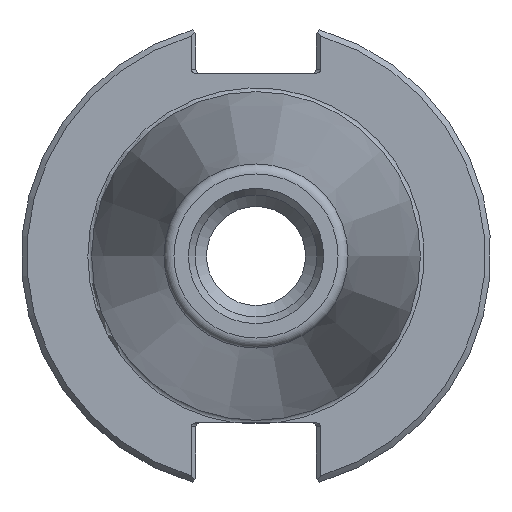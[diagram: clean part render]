
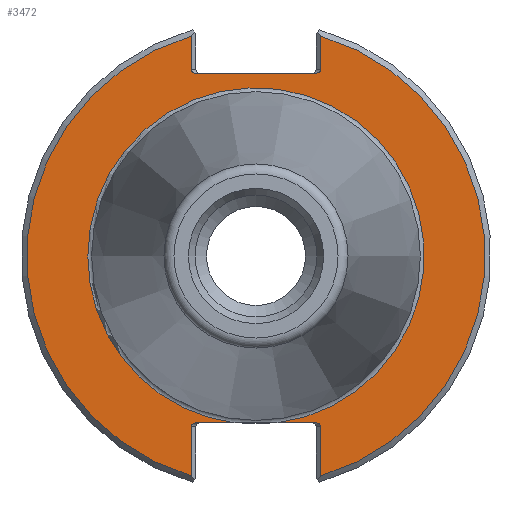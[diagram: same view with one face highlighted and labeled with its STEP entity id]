
A CAD part, left-side view. The second image highlights one B-rep face of the part: STEP entity #3472.
In plain terms, the highlighted planar face has unit normal (-1, 0, 0).
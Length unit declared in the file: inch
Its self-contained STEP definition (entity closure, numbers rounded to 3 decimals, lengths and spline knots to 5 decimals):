
#2530=CARTESIAN_POINT('',(0.125,0.345,0.992));
#2531=VERTEX_POINT('',#2530);
#2538=CARTESIAN_POINT('',(0.125,0.31672,0.972));
#2539=VERTEX_POINT('',#2538);
#2540=CARTESIAN_POINT('',(0.125,0.31672,0.992));
#2541=DIRECTION('',(-1.0,0.0,0.0));
#2542=DIRECTION('',(0.0,1.0,0.0));
#2543=AXIS2_PLACEMENT_3D('',#2540,#2541,#2542);
#2544=ELLIPSE('',#2543,0.02828,0.02);
#2545=EDGE_CURVE('',#2531,#2539,#2544,.T.);
#2630=CARTESIAN_POINT('',(0.125,0.345,1.1702));
#2631=VERTEX_POINT('',#2630);
#2638=CARTESIAN_POINT('',(0.125,0.345,1.1702));
#2639=DIRECTION('',(0.0,0.0,-1.0));
#2640=VECTOR('',#2639,0.1782);
#2641=LINE('',#2638,#2640);
#2642=EDGE_CURVE('',#2631,#2531,#2641,.T.);
#2742=CARTESIAN_POINT('',(0.125,-0.31672,0.972));
#2743=VERTEX_POINT('',#2742);
#2750=CARTESIAN_POINT('',(0.125,-0.345,0.992));
#2751=VERTEX_POINT('',#2750);
#2752=CARTESIAN_POINT('',(0.125,-0.31672,0.992));
#2753=DIRECTION('',(-1.0,0.0,0.0));
#2754=DIRECTION('',(0.0,-1.0,0.0));
#2755=AXIS2_PLACEMENT_3D('',#2752,#2753,#2754);
#2756=ELLIPSE('',#2755,0.02828,0.02);
#2757=EDGE_CURVE('',#2743,#2751,#2756,.T.);
#2807=CARTESIAN_POINT('',(0.125,-0.345,1.1702));
#2808=VERTEX_POINT('',#2807);
#2809=CARTESIAN_POINT('',(0.125,-0.345,0.992));
#2810=DIRECTION('',(0.0,0.0,1.0));
#2811=VECTOR('',#2810,0.1782);
#2812=LINE('',#2809,#2811);
#2813=EDGE_CURVE('',#2751,#2808,#2812,.T.);
#2831=CARTESIAN_POINT('',(0.125,-0.345,-0.908));
#2832=VERTEX_POINT('',#2831);
#2833=CARTESIAN_POINT('',(0.125,-0.31672,-0.888));
#2834=VERTEX_POINT('',#2833);
#2835=CARTESIAN_POINT('',(0.125,-0.31672,-0.908));
#2836=DIRECTION('',(-1.0,0.0,0.0));
#2837=DIRECTION('',(0.0,-1.0,0.0));
#2838=AXIS2_PLACEMENT_3D('',#2835,#2836,#2837);
#2839=ELLIPSE('',#2838,0.02828,0.02);
#2840=EDGE_CURVE('',#2832,#2834,#2839,.T.);
#2938=CARTESIAN_POINT('',(0.125,-0.345,-1.1702));
#2939=VERTEX_POINT('',#2938);
#2946=CARTESIAN_POINT('',(0.125,-0.345,-1.1702));
#2947=DIRECTION('',(0.0,0.0,1.0));
#2948=VECTOR('',#2947,0.2622);
#2949=LINE('',#2946,#2948);
#2950=EDGE_CURVE('',#2939,#2832,#2949,.T.);
#3050=CARTESIAN_POINT('',(0.125,0.31672,-0.888));
#3051=VERTEX_POINT('',#3050);
#3058=CARTESIAN_POINT('',(0.125,0.345,-0.908));
#3059=VERTEX_POINT('',#3058);
#3060=CARTESIAN_POINT('',(0.125,0.31672,-0.908));
#3061=DIRECTION('',(-1.0,0.0,0.0));
#3062=DIRECTION('',(0.0,1.0,0.0));
#3063=AXIS2_PLACEMENT_3D('',#3060,#3061,#3062);
#3064=ELLIPSE('',#3063,0.02828,0.02);
#3065=EDGE_CURVE('',#3051,#3059,#3064,.T.);
#3115=CARTESIAN_POINT('',(0.125,0.345,-1.1702));
#3116=VERTEX_POINT('',#3115);
#3117=CARTESIAN_POINT('',(0.125,0.345,-0.908));
#3118=DIRECTION('',(0.0,0.0,-1.0));
#3119=VECTOR('',#3118,0.2622);
#3120=LINE('',#3117,#3119);
#3121=EDGE_CURVE('',#3059,#3116,#3120,.T.);
#3188=CARTESIAN_POINT('',(0.125,0.31672,0.972));
#3189=DIRECTION('',(0.0,-1.0,0.0));
#3190=VECTOR('',#3189,0.63343);
#3191=LINE('',#3188,#3190);
#3192=EDGE_CURVE('',#2539,#2743,#3191,.T.);
#3390=CARTESIAN_POINT('',(0.125,-0.11172,-0.888));
#3391=VERTEX_POINT('',#3390);
#3392=CARTESIAN_POINT('',(0.125,0.11172,-0.888));
#3393=VERTEX_POINT('',#3392);
#3408=CARTESIAN_POINT('',(0.125,0.,0.0));
#3409=DIRECTION('',(-1.0,0.0,0.0));
#3410=DIRECTION('',(0.0,-1.0,0.0));
#3411=AXIS2_PLACEMENT_3D('',#3408,#3409,#3410);
#3412=CIRCLE('',#3411,0.895);
#3413=EDGE_CURVE('',#3391,#3393,#3412,.T.);
#3429=CARTESIAN_POINT('',(0.125,1.0625,0.0));
#3430=DIRECTION('',(-1.0,0.0,0.0));
#3431=DIRECTION('',(0.0,0.0,1.0));
#3432=AXIS2_PLACEMENT_3D('',#3429,#3430,#3431);
#3433=PLANE('',#3432);
#3434=ORIENTED_EDGE('',*,*,#3413,.F.);
#3435=CARTESIAN_POINT('',(0.125,-0.31672,-0.888));
#3436=DIRECTION('',(0.0,1.0,0.0));
#3437=VECTOR('',#3436,0.205);
#3438=LINE('',#3435,#3437);
#3439=EDGE_CURVE('',#2834,#3391,#3438,.T.);
#3440=ORIENTED_EDGE('',*,*,#3439,.F.);
#3441=ORIENTED_EDGE('',*,*,#2840,.F.);
#3442=ORIENTED_EDGE('',*,*,#2950,.F.);
#3443=CARTESIAN_POINT('',(0.125,0.,0.0));
#3444=DIRECTION('',(1.0,0.0,0.0));
#3445=DIRECTION('',(0.0,-1.0,0.0));
#3446=AXIS2_PLACEMENT_3D('',#3443,#3444,#3445);
#3447=CIRCLE('',#3446,1.22);
#3448=EDGE_CURVE('',#2808,#2939,#3447,.T.);
#3449=ORIENTED_EDGE('',*,*,#3448,.F.);
#3450=ORIENTED_EDGE('',*,*,#2813,.F.);
#3451=ORIENTED_EDGE('',*,*,#2757,.F.);
#3452=ORIENTED_EDGE('',*,*,#3192,.F.);
#3453=ORIENTED_EDGE('',*,*,#2545,.F.);
#3454=ORIENTED_EDGE('',*,*,#2642,.F.);
#3455=CARTESIAN_POINT('',(0.125,0.,0.0));
#3456=DIRECTION('',(1.0,0.0,0.0));
#3457=DIRECTION('',(0.0,1.0,0.0));
#3458=AXIS2_PLACEMENT_3D('',#3455,#3456,#3457);
#3459=CIRCLE('',#3458,1.22);
#3460=EDGE_CURVE('',#3116,#2631,#3459,.T.);
#3461=ORIENTED_EDGE('',*,*,#3460,.F.);
#3462=ORIENTED_EDGE('',*,*,#3121,.F.);
#3463=ORIENTED_EDGE('',*,*,#3065,.F.);
#3464=CARTESIAN_POINT('',(0.125,0.11172,-0.888));
#3465=DIRECTION('',(0.0,1.0,0.0));
#3466=VECTOR('',#3465,0.205);
#3467=LINE('',#3464,#3466);
#3468=EDGE_CURVE('',#3393,#3051,#3467,.T.);
#3469=ORIENTED_EDGE('',*,*,#3468,.F.);
#3470=EDGE_LOOP('',(#3434,#3440,#3441,#3442,#3449,#3450,#3451,#3452,#3453,#3454,#3461,#3462,#3463,#3469));
#3471=FACE_OUTER_BOUND('',#3470,.T.);
#3472=ADVANCED_FACE('',(#3471),#3433,.T.);
